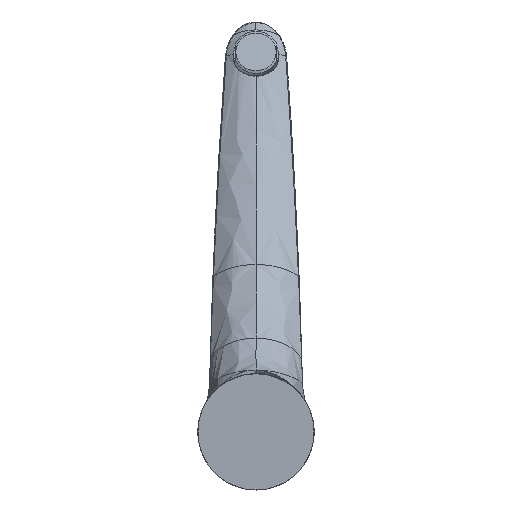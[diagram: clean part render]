
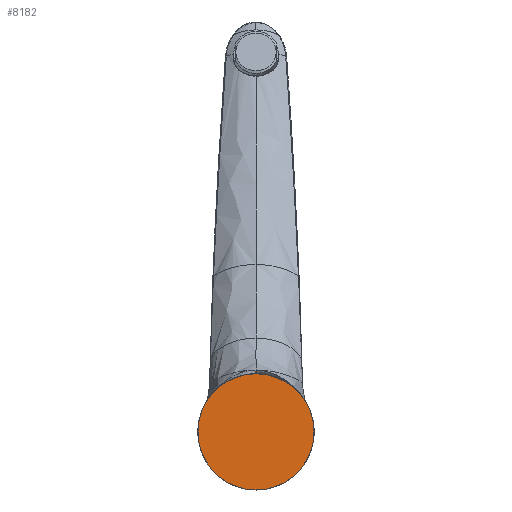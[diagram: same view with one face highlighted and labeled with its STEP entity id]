
A CAD part, front view. The second image highlights one B-rep face of the part: STEP entity #8182.
In plain terms, the highlighted planar face has unit normal (0, -1, 0).
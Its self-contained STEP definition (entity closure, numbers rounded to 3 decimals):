
#427 = AXIS2_PLACEMENT_3D ( 'NONE', #6043, #15240, #7346 ) ;
#2102 = CARTESIAN_POINT ( 'NONE',  ( 0., -30.35, -31. ) ) ;
#2584 = EDGE_LOOP ( 'NONE', ( #9943, #16840 ) ) ;
#2763 = AXIS2_PLACEMENT_3D ( 'NONE', #10789, #2944, #12093 ) ;
#2944 = DIRECTION ( 'NONE',  ( 0., 1., 0. ) ) ;
#3101 = CARTESIAN_POINT ( 'NONE',  ( 0., -30.35, 31. ) ) ;
#6043 = CARTESIAN_POINT ( 'NONE',  ( 0., -30.35, 0. ) ) ;
#6097 = VERTEX_POINT ( 'NONE', #2102 ) ;
#6115 = EDGE_CURVE ( 'NONE', #6679, #6097, #16282, .T. ) ;
#6679 = VERTEX_POINT ( 'NONE', #3101 ) ;
#7346 = DIRECTION ( 'NONE',  ( 0., 0., -1. ) ) ;
#7750 = DIRECTION ( 'NONE',  ( 0., -1., 0. ) ) ;
#8182 = ADVANCED_FACE ( 'NONE', ( #14990 ), #9015, .T. ) ;
#9015 = PLANE ( 'NONE',  #11315 ) ;
#9943 = ORIENTED_EDGE ( 'NONE', *, *, #15727, .F. ) ;
#10789 = CARTESIAN_POINT ( 'NONE',  ( 0., -30.35, 0. ) ) ;
#11315 = AXIS2_PLACEMENT_3D ( 'NONE', #15662, #7750, #16993 ) ;
#12093 = DIRECTION ( 'NONE',  ( 0., 0., -1. ) ) ;
#13328 = CIRCLE ( 'NONE', #2763, 31. ) ;
#14990 = FACE_OUTER_BOUND ( 'NONE', #2584, .T. ) ;
#15240 = DIRECTION ( 'NONE',  ( 0., 1., 0. ) ) ;
#15662 = CARTESIAN_POINT ( 'NONE',  ( 30.25, -30.35, 0. ) ) ;
#15727 = EDGE_CURVE ( 'NONE', #6097, #6679, #13328, .T. ) ;
#16282 = CIRCLE ( 'NONE', #427, 31. ) ;
#16840 = ORIENTED_EDGE ( 'NONE', *, *, #6115, .F. ) ;
#16993 = DIRECTION ( 'NONE',  ( 0., 0., -1. ) ) ;
